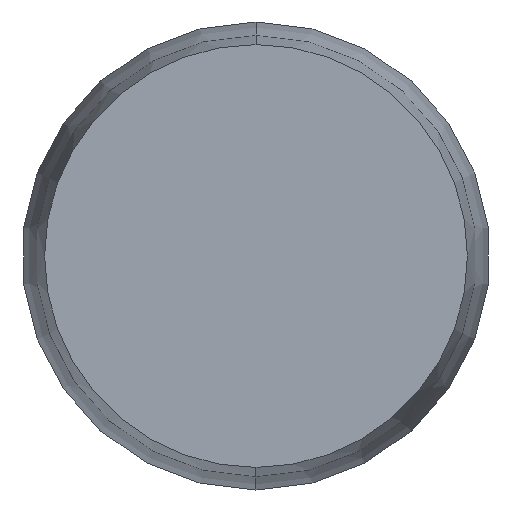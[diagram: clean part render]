
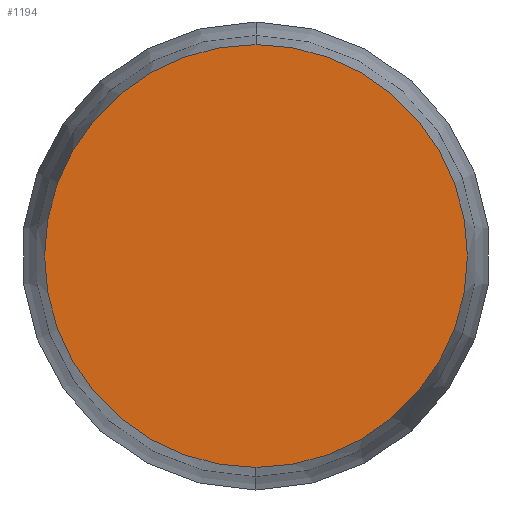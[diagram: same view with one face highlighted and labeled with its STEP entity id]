
A CAD part, front view. The second image highlights one B-rep face of the part: STEP entity #1194.
In plain terms, the highlighted planar face has unit normal (0, -1, 0).
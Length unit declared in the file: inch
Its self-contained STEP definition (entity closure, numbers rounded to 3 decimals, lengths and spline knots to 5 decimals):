
#32 = DIRECTION ( 'NONE',  ( 0., 0., -1. ) ) ;
#33 = DIRECTION ( 'NONE',  ( 0., -1., 0. ) ) ;
#87 = DIRECTION ( 'NONE',  ( 0., 0., -1. ) ) ;
#88 = DIRECTION ( 'NONE',  ( 0., -1., 0. ) ) ;
#100 = CARTESIAN_POINT ( 'NONE',  ( 0., -1.388, 0. ) ) ;
#295 = EDGE_LOOP ( 'NONE', ( #1102, #1059 ) ) ;
#479 = CARTESIAN_POINT ( 'NONE',  ( 0., -1.388, 0. ) ) ;
#543 = EDGE_CURVE ( 'NONE', #1140, #1125, #626, .T. ) ;
#557 = EDGE_CURVE ( 'NONE', #1125, #1140, #705, .T. ) ;
#626 = CIRCLE ( 'NONE', #1539, 0.01875 ) ;
#705 = CIRCLE ( 'NONE', #1535, 0.01875 ) ;
#714 = FACE_OUTER_BOUND ( 'NONE', #295, .T. ) ;
#787 = CARTESIAN_POINT ( 'NONE',  ( 0., -1.388, -0.01875 ) ) ;
#793 = CARTESIAN_POINT ( 'NONE',  ( 0., -1.388, 0.01875 ) ) ;
#815 = PLANE ( 'NONE',  #1552 ) ;
#818 = CARTESIAN_POINT ( 'NONE',  ( -0.01875, -1.388, 0. ) ) ;
#819 = DIRECTION ( 'NONE',  ( 0., 1., 0. ) ) ;
#820 = DIRECTION ( 'NONE',  ( 0., 0., 1. ) ) ;
#1059 = ORIENTED_EDGE ( 'NONE', *, *, #543, .T. ) ;
#1102 = ORIENTED_EDGE ( 'NONE', *, *, #557, .T. ) ;
#1125 = VERTEX_POINT ( 'NONE', #787 ) ;
#1140 = VERTEX_POINT ( 'NONE', #793 ) ;
#1194 = ADVANCED_FACE ( 'NONE', ( #714 ), #815, .F. ) ;
#1535 = AXIS2_PLACEMENT_3D ( 'NONE', #479, #33, #32 ) ;
#1539 = AXIS2_PLACEMENT_3D ( 'NONE', #100, #88, #87 ) ;
#1552 = AXIS2_PLACEMENT_3D ( 'NONE', #818, #819, #820 ) ;
